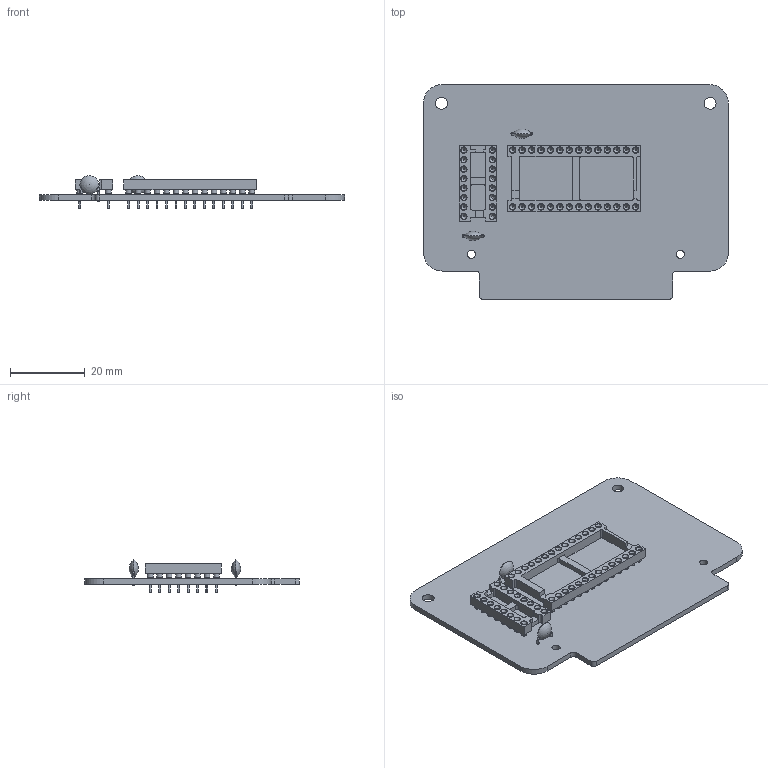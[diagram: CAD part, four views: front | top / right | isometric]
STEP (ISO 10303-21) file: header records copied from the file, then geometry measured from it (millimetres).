
FILE_DESCRIPTION(('KiCad electronic assembly'),'2;1');
FILE_NAME('ROM Cart.step','2025-09-25T19:40:49',('Pcbnew'),('Kicad'), 'Open CASCADE STEP processor 7.8','KiCad to STEP converter','Unknown' );
FILE_SCHEMA(('AUTOMOTIVE_DESIGN { 1 0 10303 214 1 1 1 1 }'));
Length unit declared in the file: millimetre
Products named in the file (5): ROM Cart 1; DIP-16_W7.62mm_Socket; C_Disc_D5.0mm_W2.5mm_P5.00mm; DIP-28_W15.24mm_Socket; ROM Cart_PCB
Assembly tree (5 placements, depth 2):
  ROM Cart 1
    DIP-16_W7.62mm_Socket
    C_Disc_D5.0mm_W2.5mm_P5.00mm  x2
    DIP-28_W15.24mm_Socket
    ROM Cart_PCB
Bounding box: 81.8 x 57.62 x 8.88 mm (x, y, z)
Volume: 7874.3 mm3; surface area: 11937.9 mm2
Topology: 5 solids, 5 shells, 696 faces, 1318 edges, 844 vertices
Faces by surface type: plane 288, cylinder 268, cone 132, revolution 4, sphere 4
Full cylindrical faces by diameter (mm): 0.5 x8, 0.508 x88, 0.8 x48, 1.524 x44, 1.724 x44, 2.2 x2, 3.2 x2
Entity records: 22175 total; most frequent: DIRECTION 3380, CARTESIAN_POINT 3014, ORIENTED_EDGE 2582, AXIS2_PLACEMENT_3D 1401, EDGE_CURVE 1291, FACE_BOUND 1014, EDGE_LOOP 1014, VERTEX_POINT 829
